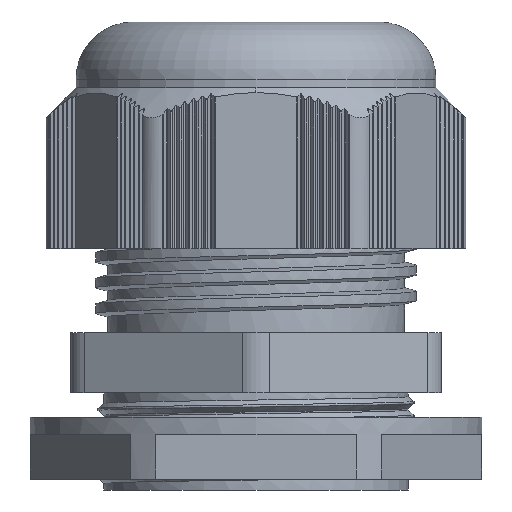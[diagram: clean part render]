
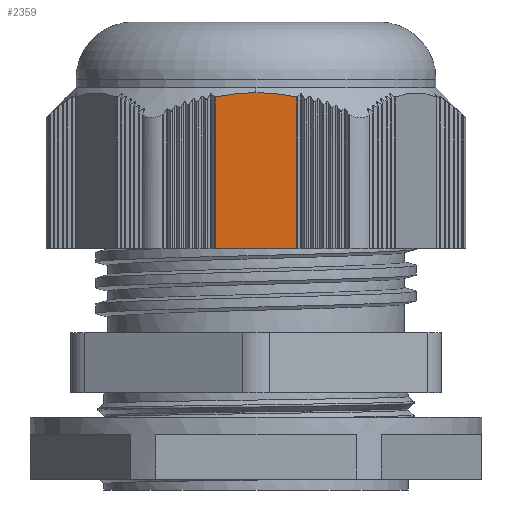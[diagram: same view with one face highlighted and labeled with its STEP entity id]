
A CAD part, front view. The second image highlights one B-rep face of the part: STEP entity #2359.
In plain terms, the highlighted planar face has unit normal (0, -1, 0).
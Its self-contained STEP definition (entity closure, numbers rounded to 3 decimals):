
#879 = EDGE_CURVE ( 'NONE', #20970, #21108, #5517, .T. ) ;
#2359 = ADVANCED_FACE ( 'NONE', ( #14977 ), #14973, .T. ) ;
#2516 = EDGE_CURVE ( 'NONE', #21108, #3415, #5592, .T. ) ;
#2538 = EDGE_CURVE ( 'NONE', #3398, #3377, #15644, .T. ) ;
#2566 = EDGE_CURVE ( 'NONE', #3415, #3377, #15858, .T. ) ;
#2576 = EDGE_CURVE ( 'NONE', #3398, #20970, #15897, .T. ) ;
#3054 = EDGE_LOOP ( 'NONE', ( #24030, #22088, #22076, #22071, #24105 ) ) ;
#3377 = VERTEX_POINT ( 'NONE', #17683 ) ;
#3398 = VERTEX_POINT ( 'NONE', #17734 ) ;
#3415 = VERTEX_POINT ( 'NONE', #17718 ) ;
#5517 = B_SPLINE_CURVE_WITH_KNOTS ( 'NONE', 3,
 ( #9050, #9044, #9086, #9051 ),
 .UNSPECIFIED., .F., .F.,
 ( 4, 4 ),
 ( -0.005, 0. ),
 .UNSPECIFIED. ) ;
#5592 = B_SPLINE_CURVE_WITH_KNOTS ( 'NONE', 3,
 ( #15621, #15610, #15627, #15588 ),
 .UNSPECIFIED., .F., .F.,
 ( 4, 4 ),
 ( 0., 0.005 ),
 .UNSPECIFIED. ) ;
#9044 = CARTESIAN_POINT ( 'NONE',  ( -668.199, 310.049, 45.25 ) ) ;
#9050 = CARTESIAN_POINT ( 'NONE',  ( -666.684, 310.049, 44.925 ) ) ;
#9051 = CARTESIAN_POINT ( 'NONE',  ( -671.282, 310.049, 45.424 ) ) ;
#9086 = CARTESIAN_POINT ( 'NONE',  ( -669.731, 310.049, 45.424 ) ) ;
#13663 = AXIS2_PLACEMENT_3D ( 'NONE', #14965, #14961, #14957 ) ;
#14957 = DIRECTION ( 'NONE',  ( 0., 0., -1. ) ) ;
#14961 = DIRECTION ( 'NONE',  ( 0., -1., 0. ) ) ;
#14965 = CARTESIAN_POINT ( 'NONE',  ( -660.63, 310.049, 45.424 ) ) ;
#14973 = PLANE ( 'NONE',  #13663 ) ;
#14977 = FACE_OUTER_BOUND ( 'NONE', #3054, .T. ) ;
#15588 = CARTESIAN_POINT ( 'NONE',  ( -675.88, 310.049, 44.925 ) ) ;
#15610 = CARTESIAN_POINT ( 'NONE',  ( -672.833, 310.049, 45.424 ) ) ;
#15621 = CARTESIAN_POINT ( 'NONE',  ( -671.282, 310.049, 45.424 ) ) ;
#15627 = CARTESIAN_POINT ( 'NONE',  ( -674.365, 310.049, 45.25 ) ) ;
#15644 = LINE ( 'NONE', #15689, #16006 ) ;
#15689 = CARTESIAN_POINT ( 'NONE',  ( -650.332, 310.049, 27.724 ) ) ;
#15690 = DIRECTION ( 'NONE',  ( -1., 0., 0. ) ) ;
#15852 = CARTESIAN_POINT ( 'NONE',  ( -675.88, 310.049, 45.424 ) ) ;
#15858 = LINE ( 'NONE', #15852, #16010 ) ;
#15861 = DIRECTION ( 'NONE',  ( 0., 0., -1. ) ) ;
#15897 = LINE ( 'NONE', #15913, #16048 ) ;
#15901 = DIRECTION ( 'NONE',  ( 0., 0., 1. ) ) ;
#15913 = CARTESIAN_POINT ( 'NONE',  ( -666.684, 310.049, 45.424 ) ) ;
#16006 = VECTOR ( 'NONE', #15690, 1000. ) ;
#16010 = VECTOR ( 'NONE', #15861, 1000. ) ;
#16048 = VECTOR ( 'NONE', #15901, 1000. ) ;
#17683 = CARTESIAN_POINT ( 'NONE',  ( -675.88, 310.049, 27.724 ) ) ;
#17718 = CARTESIAN_POINT ( 'NONE',  ( -675.88, 310.049, 44.925 ) ) ;
#17734 = CARTESIAN_POINT ( 'NONE',  ( -666.684, 310.049, 27.724 ) ) ;
#18658 = CARTESIAN_POINT ( 'NONE',  ( -666.684, 310.049, 44.925 ) ) ;
#20226 = CARTESIAN_POINT ( 'NONE',  ( -671.282, 310.049, 45.424 ) ) ;
#20970 = VERTEX_POINT ( 'NONE', #18658 ) ;
#21108 = VERTEX_POINT ( 'NONE', #20226 ) ;
#22071 = ORIENTED_EDGE ( 'NONE', *, *, #879, .T. ) ;
#22076 = ORIENTED_EDGE ( 'NONE', *, *, #2576, .T. ) ;
#22088 = ORIENTED_EDGE ( 'NONE', *, *, #2538, .F. ) ;
#24030 = ORIENTED_EDGE ( 'NONE', *, *, #2566, .T. ) ;
#24105 = ORIENTED_EDGE ( 'NONE', *, *, #2516, .T. ) ;
